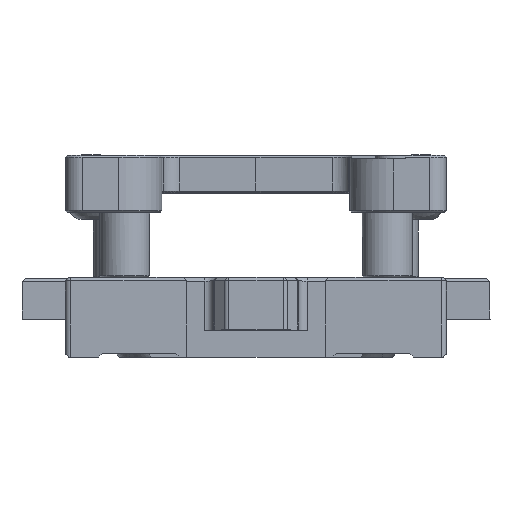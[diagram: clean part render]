
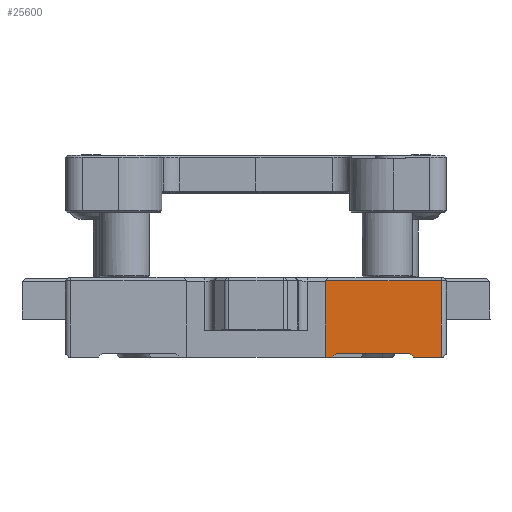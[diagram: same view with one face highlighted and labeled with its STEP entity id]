
A CAD part, top view. The second image highlights one B-rep face of the part: STEP entity #25600.
In plain terms, the highlighted planar face has unit normal (0, 0, 1).
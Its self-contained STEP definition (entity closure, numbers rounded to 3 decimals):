
#2498=FACE_OUTER_BOUND('',#4016,.T.);
#4016=EDGE_LOOP('',(#20228,#20229,#20230,#20231,#20232,#20233,#20234,#20235));
#6215=LINE('',#40380,#8959);
#6267=LINE('',#40518,#9011);
#6268=LINE('',#40524,#9012);
#6269=LINE('',#40526,#9013);
#6270=LINE('',#40528,#9014);
#6271=LINE('',#40530,#9015);
#6272=LINE('',#40532,#9016);
#6273=LINE('',#40533,#9017);
#8959=VECTOR('',#32383,10.);
#9011=VECTOR('',#32517,10.);
#9012=VECTOR('',#32524,10.);
#9013=VECTOR('',#32525,10.);
#9014=VECTOR('',#32526,10.);
#9015=VECTOR('',#32527,10.);
#9016=VECTOR('',#32528,10.);
#9017=VECTOR('',#32529,10.);
#11479=VERTEX_POINT('',#40378);
#11480=VERTEX_POINT('',#40379);
#11525=VERTEX_POINT('',#40517);
#11527=VERTEX_POINT('',#40523);
#11528=VERTEX_POINT('',#40525);
#11529=VERTEX_POINT('',#40527);
#11530=VERTEX_POINT('',#40529);
#11531=VERTEX_POINT('',#40531);
#14542=EDGE_CURVE('',#11479,#11480,#6215,.T.);
#14612=EDGE_CURVE('',#11525,#11480,#6267,.T.);
#14615=EDGE_CURVE('',#11527,#11479,#6268,.T.);
#14616=EDGE_CURVE('',#11528,#11527,#6269,.T.);
#14617=EDGE_CURVE('',#11529,#11528,#6270,.T.);
#14618=EDGE_CURVE('',#11530,#11529,#6271,.T.);
#14619=EDGE_CURVE('',#11531,#11530,#6272,.T.);
#14620=EDGE_CURVE('',#11531,#11525,#6273,.T.);
#20228=ORIENTED_EDGE('',*,*,#14542,.F.);
#20229=ORIENTED_EDGE('',*,*,#14615,.F.);
#20230=ORIENTED_EDGE('',*,*,#14616,.F.);
#20231=ORIENTED_EDGE('',*,*,#14617,.F.);
#20232=ORIENTED_EDGE('',*,*,#14618,.F.);
#20233=ORIENTED_EDGE('',*,*,#14619,.F.);
#20234=ORIENTED_EDGE('',*,*,#14620,.T.);
#20235=ORIENTED_EDGE('',*,*,#14612,.T.);
#24422=PLANE('',#27540);
#25600=ADVANCED_FACE('',(#2498),#24422,.T.);
#27540=AXIS2_PLACEMENT_3D('',#40522,#32522,#32523);
#32383=DIRECTION('',(1.,0.,0.));
#32517=DIRECTION('',(0.,1.,0.));
#32522=DIRECTION('center_axis',(0.,0.,
1.));
#32523=DIRECTION('ref_axis',(1.,0.,0.));
#32524=DIRECTION('',(0.,1.,0.));
#32525=DIRECTION('',(-1.,0.,0.));
#32526=DIRECTION('',(-0.707,-0.707,0.));
#32527=DIRECTION('',(-1.,0.,0.));
#32528=DIRECTION('',(-0.707,0.707,0.));
#32529=DIRECTION('',(1.,0.,0.));
#40378=CARTESIAN_POINT('',(8.138,17.901,70.814));
#40379=CARTESIAN_POINT('',(21.834,17.901,70.814));
#40380=CARTESIAN_POINT('',(-0.069,17.901,70.814));
#40517=CARTESIAN_POINT('',(21.834,8.901,70.814));
#40518=CARTESIAN_POINT('',(21.834,15.35,70.814));
#40522=CARTESIAN_POINT('Origin',(-0.071,13.6,70.814));
#40523=CARTESIAN_POINT('',(8.138,8.901,70.814));
#40524=CARTESIAN_POINT('',(8.138,12.25,70.814));
#40525=CARTESIAN_POINT('',(8.983,8.901,70.814));
#40526=CARTESIAN_POINT('',(-0.069,8.901,70.814));
#40527=CARTESIAN_POINT('',(9.416,9.334,70.814));
#40528=CARTESIAN_POINT('',(8.011,7.929,70.814));
#40529=CARTESIAN_POINT('',(18.068,9.334,70.814));
#40530=CARTESIAN_POINT('',(5.242,9.334,70.814));
#40531=CARTESIAN_POINT('',(18.501,8.901,70.814));
#40532=CARTESIAN_POINT('',(12.567,14.835,70.814));
#40533=CARTESIAN_POINT('',(-0.069,8.901,70.814));
